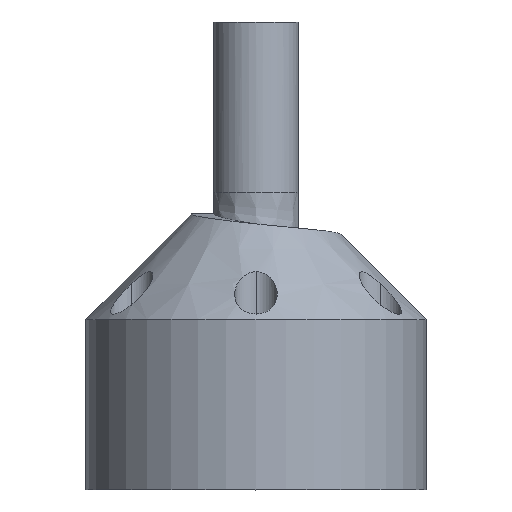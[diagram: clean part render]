
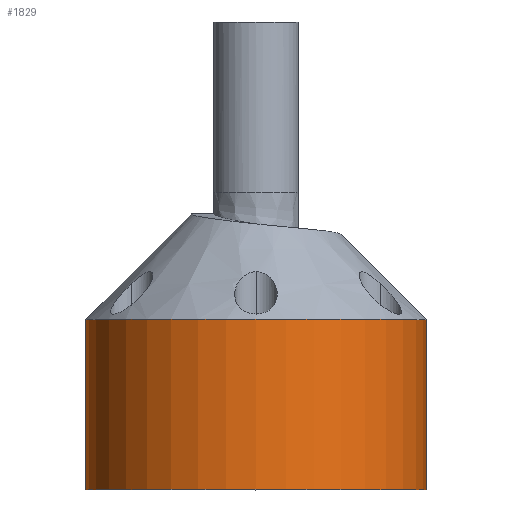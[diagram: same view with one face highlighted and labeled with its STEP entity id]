
A CAD part, top view. The second image highlights one B-rep face of the part: STEP entity #1829.
In plain terms, the highlighted cylindrical face has radius 25.4 mm (diameter 50.8 mm), a partial arc.
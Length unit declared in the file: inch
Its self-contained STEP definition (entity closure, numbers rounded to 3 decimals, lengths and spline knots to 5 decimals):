
#49 = EDGE_CURVE ( 'NONE', #3478, #2269, #4710, .T. ) ;
#162 = DIRECTION ( 'NONE',  ( -1., 0., 0. ) ) ;
#225 = AXIS2_PLACEMENT_3D ( 'NONE', #4527, #3445, #162 ) ;
#306 = CARTESIAN_POINT ( 'NONE',  ( 1., 0., 0. ) ) ;
#336 = AXIS2_PLACEMENT_3D ( 'NONE', #5326, #3446, #3863 ) ;
#339 = DIRECTION ( 'NONE',  ( 0., 0., -1. ) ) ;
#349 = VECTOR ( 'NONE', #339, 39.37008 ) ;
#721 = EDGE_LOOP ( 'NONE', ( #4757, #1386, #2008, #1682 ) ) ;
#776 = EDGE_CURVE ( 'NONE', #5755, #3478, #6219, .T. ) ;
#1386 = ORIENTED_EDGE ( 'NONE', *, *, #776, .T. ) ;
#1391 = CARTESIAN_POINT ( 'NONE',  ( 1., 0., 1. ) ) ;
#1589 = FACE_OUTER_BOUND ( 'NONE', #721, .T. ) ;
#1682 = ORIENTED_EDGE ( 'NONE', *, *, #3161, .F. ) ;
#1829 = ADVANCED_FACE ( 'NONE', ( #1589 ), #5969, .T. ) ;
#2008 = ORIENTED_EDGE ( 'NONE', *, *, #49, .T. ) ;
#2052 = DIRECTION ( 'NONE',  ( -1., 0., 0. ) ) ;
#2269 = VERTEX_POINT ( 'NONE', #2795 ) ;
#2344 = DIRECTION ( 'NONE',  ( 0., 0., -1. ) ) ;
#2511 = CARTESIAN_POINT ( 'NONE',  ( 0., 0., 1. ) ) ;
#2700 = LINE ( 'NONE', #306, #349 ) ;
#2795 = CARTESIAN_POINT ( 'NONE',  ( -1., 0., 0. ) ) ;
#3158 = AXIS2_PLACEMENT_3D ( 'NONE', #2511, #4482, #2052 ) ;
#3161 = EDGE_CURVE ( 'NONE', #5992, #2269, #3709, .T. ) ;
#3445 = DIRECTION ( 'NONE',  ( 0., 0., -1. ) ) ;
#3446 = DIRECTION ( 'NONE',  ( 0., 0., -1. ) ) ;
#3478 = VERTEX_POINT ( 'NONE', #3868 ) ;
#3709 = CIRCLE ( 'NONE', #336, 1. ) ;
#3847 = CARTESIAN_POINT ( 'NONE',  ( -1., 0., 0. ) ) ;
#3863 = DIRECTION ( 'NONE',  ( -1., 0., 0. ) ) ;
#3868 = CARTESIAN_POINT ( 'NONE',  ( -1., 0., 1. ) ) ;
#3986 = VECTOR ( 'NONE', #2344, 39.37008 ) ;
#4263 = EDGE_CURVE ( 'NONE', #5755, #5992, #2700, .T. ) ;
#4482 = DIRECTION ( 'NONE',  ( 0., 0., -1. ) ) ;
#4527 = CARTESIAN_POINT ( 'NONE',  ( 0., 0., 0. ) ) ;
#4710 = LINE ( 'NONE', #3847, #3986 ) ;
#4757 = ORIENTED_EDGE ( 'NONE', *, *, #4263, .F. ) ;
#5326 = CARTESIAN_POINT ( 'NONE',  ( 0., 0., 0. ) ) ;
#5509 = CARTESIAN_POINT ( 'NONE',  ( 1., 0., 0. ) ) ;
#5755 = VERTEX_POINT ( 'NONE', #1391 ) ;
#5969 = CYLINDRICAL_SURFACE ( 'NONE', #225, 1. ) ;
#5992 = VERTEX_POINT ( 'NONE', #5509 ) ;
#6219 = CIRCLE ( 'NONE', #3158, 1. ) ;
